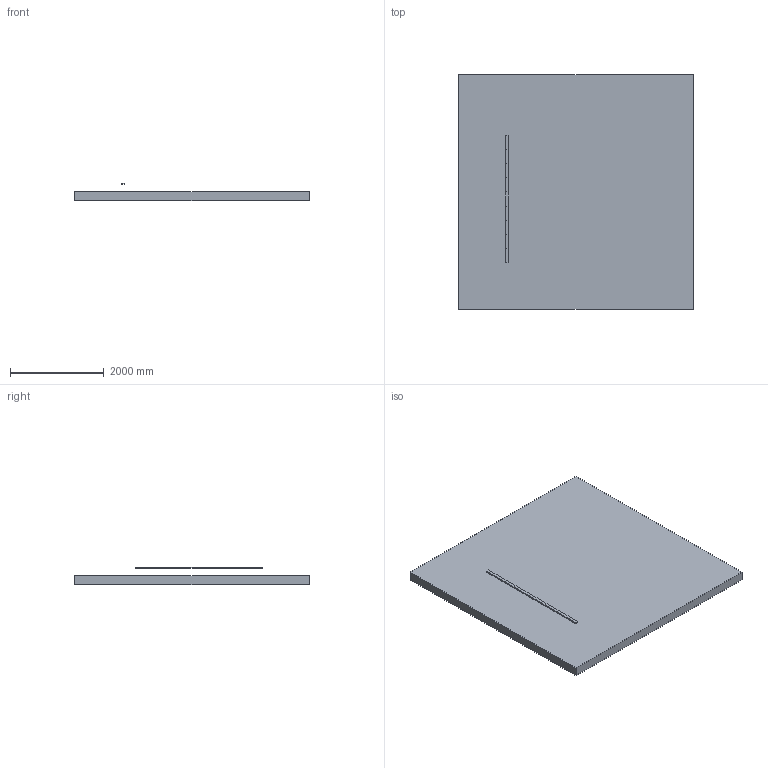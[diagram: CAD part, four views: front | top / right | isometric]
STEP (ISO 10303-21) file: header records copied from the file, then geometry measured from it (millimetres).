
FILE_DESCRIPTION(('Open CASCADE Model'),'2;1');
FILE_NAME('Open CASCADE Shape Model','2024-10-31T10:43:30',('Author'),( 'Open CASCADE'),'Open CASCADE STEP processor 7.8','Open CASCADE 7.8' ,'Unknown');
FILE_SCHEMA(('AUTOMOTIVE_DESIGN { 1 0 10303 214 1 1 1 1 }'));
Length unit declared in the file: millimetre
Products named in the file (11): Open CASCADE STEP translator 7.8 1; Open CASCADE STEP translator 7.8 1.1; Open CASCADE STEP translator 7.8 1.2; Open CASCADE STEP translator 7.8 1.3; Open CASCADE STEP translator 7.8 1.4; Open CASCADE STEP translator 7.8 1.5; Open CASCADE STEP translator 7.8 1.6; Open CASCADE STEP translator 7.8 1.7; Open CASCADE STEP translator 7.8 1.8; Open CASCADE STEP translator 7.8 1.9; Open CASCADE STEP translator 7.8 1.10
Assembly tree (10 placements, depth 2):
  Open CASCADE STEP translator 7.8 1
    Open CASCADE STEP translator 7.8 1.1
    Open CASCADE STEP translator 7.8 1.2
    Open CASCADE STEP translator 7.8 1.3
    Open CASCADE STEP translator 7.8 1.4
    Open CASCADE STEP translator 7.8 1.5
    Open CASCADE STEP translator 7.8 1.6
    Open CASCADE STEP translator 7.8 1.7
    Open CASCADE STEP translator 7.8 1.8
    Open CASCADE STEP translator 7.8 1.9
    Open CASCADE STEP translator 7.8 1.10
Bounding box: 5000 x 5000 x 380 mm (x, y, z)
Volume: 5004860000 mm3; surface area: 54518400 mm2
Topology: 10 solids, 10 shells, 60 faces, 120 edges, 80 vertices
Faces by surface type: plane 60
Entity records: 3256 total; most frequent: CARTESIAN_POINT 511, DIRECTION 502, LINE 360, VECTOR 360, ORIENTED_EDGE 240, PCURVE 240, DEFINITIONAL_REPRESENTATION 240, EDGE_CURVE 120
